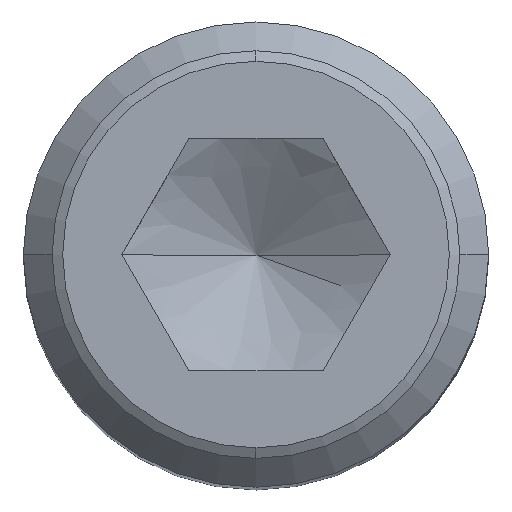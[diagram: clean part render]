
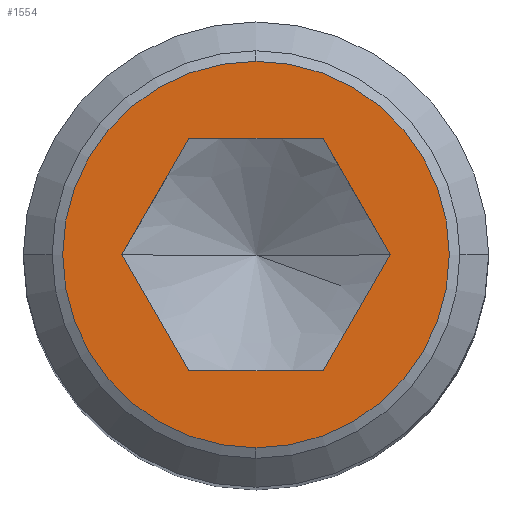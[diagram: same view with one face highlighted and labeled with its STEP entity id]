
A CAD part, top view. The second image highlights one B-rep face of the part: STEP entity #1554.
In plain terms, the highlighted planar face has unit normal (0, 0, 1).
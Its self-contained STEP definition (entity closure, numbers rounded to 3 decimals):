
#1536=VERTEX_POINT('',#4501);
#1554=ADVANCED_FACE('',(#4520,#4521),#4522,.T.);
#1688=EDGE_CURVE('',#2578,#3660,#4667,.T.);
#1700=VERTEX_POINT('',#4681);
#2024=VERTEX_POINT('',#5044);
#2200=VERTEX_POINT('',#5240);
#2290=EDGE_CURVE('',#3660,#4396,#5345,.T.);
#2578=VERTEX_POINT('',#5668);
#2674=EDGE_CURVE('',#1700,#2578,#5780,.T.);
#2836=EDGE_CURVE('',#1536,#1700,#5962,.T.);
#2856=EDGE_CURVE('',#2200,#4242,#5982,.T.);
#3660=VERTEX_POINT('',#6882);
#3694=EDGE_CURVE('',#2024,#1536,#6919,.T.);
#3864=EDGE_CURVE('',#4396,#2024,#7104,.T.);
#4242=VERTEX_POINT('',#7528);
#4294=EDGE_CURVE('',#4242,#2200,#7587,.T.);
#4396=VERTEX_POINT('',#7702);
#4501=CARTESIAN_POINT('',(-1.155,2.0,0.));
#4520=FACE_BOUND('',#7842,.T.);
#4521=FACE_OUTER_BOUND('',#7843,.T.);
#4522=PLANE('',#7844);
#4667=LINE('',#8056,#8057);
#4681=CARTESIAN_POINT('',(1.155,2.0,0.));
#5044=CARTESIAN_POINT('',(-2.309,0.0,0.));
#5240=CARTESIAN_POINT('',(0.,-3.323,0.));
#5345=LINE('',#9031,#9032);
#5668=CARTESIAN_POINT('',(2.309,0.0,0.));
#5780=LINE('',#9639,#9640);
#5962=LINE('',#9902,#9903);
#5982=CIRCLE('',#9929,3.323);
#6882=CARTESIAN_POINT('',(1.155,-2.0,0.));
#6919=LINE('',#11254,#11255);
#7104=LINE('',#11537,#11538);
#7528=CARTESIAN_POINT('',(0.,3.323,0.));
#7587=CIRCLE('',#12215,3.323);
#7702=CARTESIAN_POINT('',(-1.155,-2.0,0.));
#7842=EDGE_LOOP('',(#12513,#12514,#12515,#12516,#12517,#12518));
#7843=EDGE_LOOP('',(#12519,#12520));
#7844=AXIS2_PLACEMENT_3D('',#12521,#12522,#12523);
#8056=CARTESIAN_POINT('',(1.443,-1.5,0.));
#8057=VECTOR('',#12656,1.0);
#9031=CARTESIAN_POINT('',(-0.577,-2.0,0.));
#9032=VECTOR('',#13503,1.0);
#9639=CARTESIAN_POINT('',(2.021,0.5,0.));
#9640=VECTOR('',#14026,1.0);
#9902=CARTESIAN_POINT('',(0.577,2.0,0.));
#9903=VECTOR('',#14279,1.0);
#9929=AXIS2_PLACEMENT_3D('',#14285,#14286,#14287);
#11254=CARTESIAN_POINT('',(-1.443,1.5,0.));
#11255=VECTOR('',#15339,1.0);
#11537=CARTESIAN_POINT('',(-2.021,-0.5,0.));
#11538=VECTOR('',#15520,1.0);
#12215=AXIS2_PLACEMENT_3D('',#16072,#16073,#16074);
#12513=ORIENTED_EDGE('',*,*,#3864,.T.);
#12514=ORIENTED_EDGE('',*,*,#3694,.T.);
#12515=ORIENTED_EDGE('',*,*,#2836,.T.);
#12516=ORIENTED_EDGE('',*,*,#2674,.T.);
#12517=ORIENTED_EDGE('',*,*,#1688,.T.);
#12518=ORIENTED_EDGE('',*,*,#2290,.T.);
#12519=ORIENTED_EDGE('',*,*,#4294,.T.);
#12520=ORIENTED_EDGE('',*,*,#2856,.T.);
#12521=CARTESIAN_POINT('',(-2.855,0.,0.));
#12522=DIRECTION('',(0.0,0.0,1.0));
#12523=DIRECTION('',(-1.0,0.,0.0));
#12656=DIRECTION('',(-0.5,-0.866,0.));
#13503=DIRECTION('',(-1.0,0.0,0.0));
#14026=DIRECTION('',(0.5,-0.866,0.));
#14279=DIRECTION('',(1.0,0.0,0.0));
#14285=CARTESIAN_POINT('',(0.,0.,0.));
#14286=DIRECTION('',(0.0,0.0,1.0));
#14287=DIRECTION('',(0.,1.0,0.0));
#15339=DIRECTION('',(0.5,0.866,0.));
#15520=DIRECTION('',(-0.5,0.866,0.));
#16072=CARTESIAN_POINT('',(0.,0.,0.));
#16073=DIRECTION('',(0.0,0.0,1.0));
#16074=DIRECTION('',(0.,1.0,0.0));
